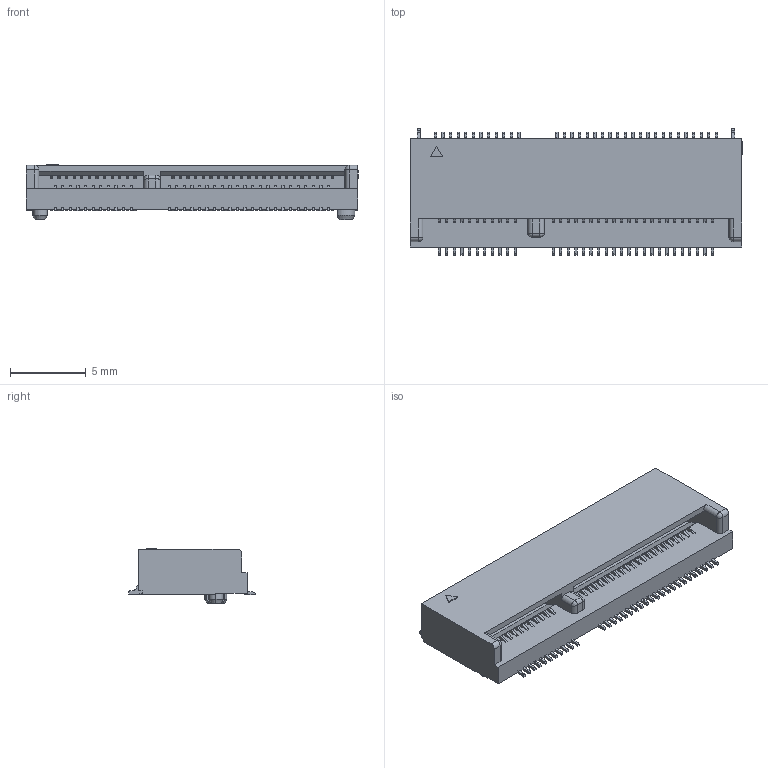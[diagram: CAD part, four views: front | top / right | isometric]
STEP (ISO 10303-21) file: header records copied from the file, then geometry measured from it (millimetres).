
FILE_DESCRIPTION (( 'STEP AP214' ), '1' );
FILE_NAME ('CONN-SMD_HYCW21E-05NGFF-320B.STEP', '2024-10-30T08:17:47', ( 'PC' ), ( 'Microsoft' ), 'SwSTEP 2.0', 'SolidWorks 2020', '' );
FILE_SCHEMA (( 'AUTOMOTIVE_DESIGN' ));
Length unit declared in the file: millimetre
Products named in the file (1): CONN-SMD_HYCW21E-05NGFF-320B
Bounding box: 21.86 x 8.35 x 3.67 mm (x, y, z)
Volume: 354 mm3; surface area: 634.1 mm2
Topology: 14 solids, 14 shells, 1492 faces, 4275 edges, 2842 vertices
Faces by surface type: plane 966, cylinder 421, bspline 100, cone 3, sphere 2
Entity records: 65914 total; most frequent: CARTESIAN_POINT 10032, ORIENTED_EDGE 8542, DIRECTION 7691, EDGE_CURVE 4271, VECTOR 3221, LINE 3221, VERTEX_POINT 2842, AXIS2_PLACEMENT_3D 2235
